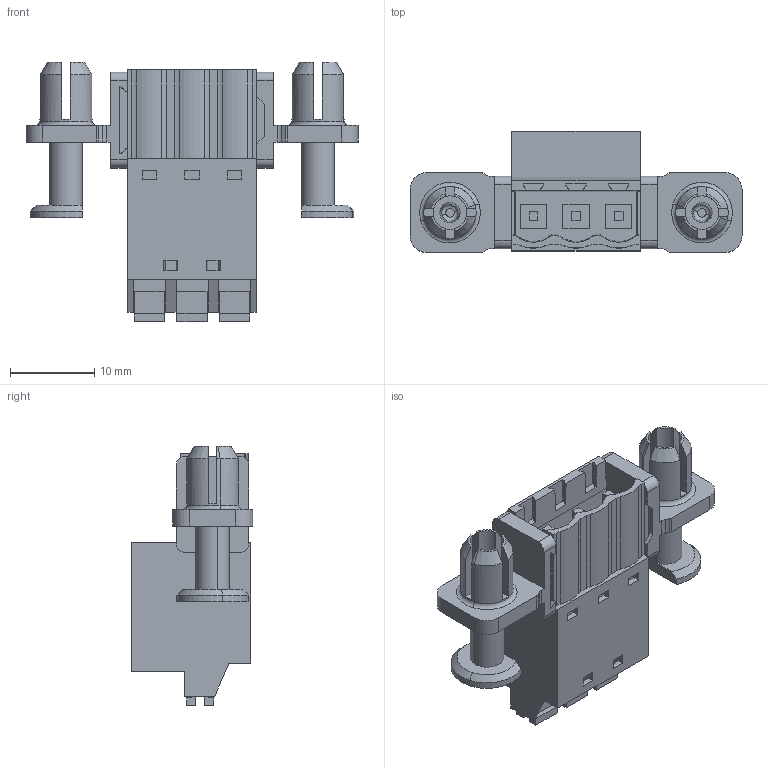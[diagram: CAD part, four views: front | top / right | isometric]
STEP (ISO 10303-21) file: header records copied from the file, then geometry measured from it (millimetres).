
FILE_DESCRIPTION(('CATIA V5 STEP Exchange','CAx-IF Rec.Pracs.--- Model Styling and Organization---1.4--- 2014-01-23'),'2;1');
FILE_NAME ('D1532880_2_1353590000_1353590000.stp','2022-05-18T13:57:43+00:00',('none'),('Weidmueller'),'CATIA Version 5-6 Release 2016 SP3 HF44','CATIA V5 STEP AP214','none');
FILE_SCHEMA(('AUTOMOTIVE_DESIGN { 1 0 10303 214 1 1 1 1 }'));
Length unit declared in the file: millimetre
Products named in the file (1): 1353590000
Bounding box: 39.44 x 14.41 x 30.85 mm (x, y, z)
Volume: 4535 mm3; surface area: 5451.3 mm2
Topology: 9 solids, 9 shells, 491 faces, 1326 edges, 872 vertices
Faces by surface type: plane 392, cylinder 65, cone 20, torus 8, extrusion 6
Entity records: 15014 total; most frequent: CARTESIAN_POINT 3023, ORIENTED_EDGE 2652, DIRECTION 1998, EDGE_CURVE 1326, VECTOR 1099, LINE 1093, VERTEX_POINT 872, AXIS2_PLACEMENT_3D 540
